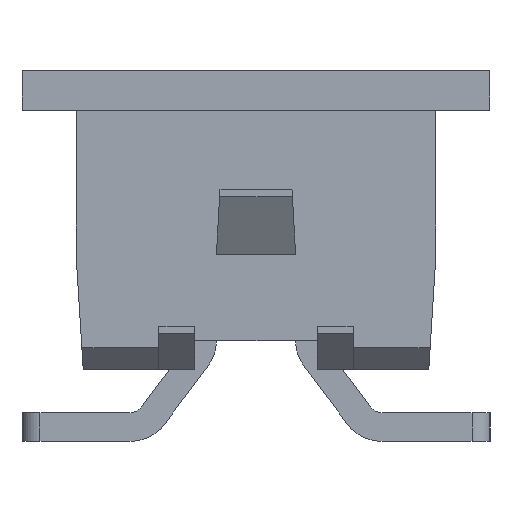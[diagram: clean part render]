
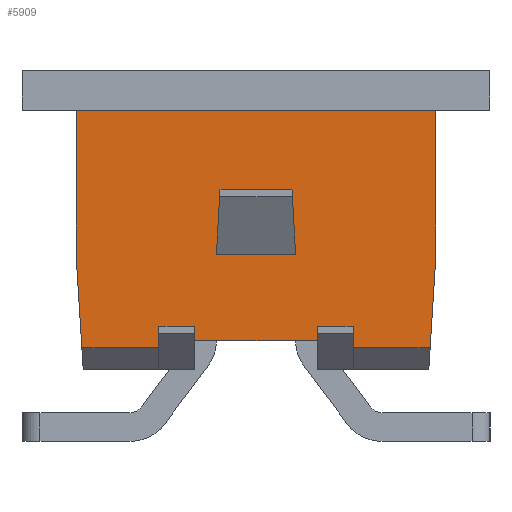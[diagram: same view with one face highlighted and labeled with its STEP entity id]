
A CAD part, left-side view. The second image highlights one B-rep face of the part: STEP entity #5909.
In plain terms, the highlighted planar face has unit normal (-1, 0, 0).
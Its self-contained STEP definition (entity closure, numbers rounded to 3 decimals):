
#423=ORIENTED_EDGE('',*,*,#2083,.T.);
#424=ORIENTED_EDGE('',*,*,#2063,.T.);
#425=ORIENTED_EDGE('',*,*,#2084,.F.);
#426=ORIENTED_EDGE('',*,*,#2071,.F.);
#427=ORIENTED_EDGE('',*,*,#2085,.T.);
#428=ORIENTED_EDGE('',*,*,#2086,.T.);
#429=ORIENTED_EDGE('',*,*,#2087,.F.);
#430=ORIENTED_EDGE('',*,*,#2088,.T.);
#431=ORIENTED_EDGE('',*,*,#2089,.F.);
#432=ORIENTED_EDGE('',*,*,#2090,.F.);
#433=ORIENTED_EDGE('',*,*,#2091,.T.);
#434=ORIENTED_EDGE('',*,*,#2092,.T.);
#435=ORIENTED_EDGE('',*,*,#2093,.F.);
#436=ORIENTED_EDGE('',*,*,#2094,.F.);
#437=ORIENTED_EDGE('',*,*,#2095,.F.);
#438=ORIENTED_EDGE('',*,*,#2096,.T.);
#439=ORIENTED_EDGE('',*,*,#2097,.T.);
#440=ORIENTED_EDGE('',*,*,#2098,.T.);
#2063=EDGE_CURVE('',#2879,#2880,#3475,.T.);
#2071=EDGE_CURVE('',#2885,#2886,#3483,.T.);
#2083=EDGE_CURVE('',#2885,#2879,#3495,.T.);
#2084=EDGE_CURVE('',#2886,#2880,#3496,.T.);
#2085=EDGE_CURVE('',#2895,#2896,#3497,.T.);
#2086=EDGE_CURVE('',#2896,#2897,#3498,.T.);
#2087=EDGE_CURVE('',#2898,#2897,#3499,.T.);
#2088=EDGE_CURVE('',#2898,#2899,#3500,.T.);
#2089=EDGE_CURVE('',#2900,#2899,#3501,.T.);
#2090=EDGE_CURVE('',#2901,#2900,#3502,.T.);
#2091=EDGE_CURVE('',#2901,#2902,#3503,.T.);
#2092=EDGE_CURVE('',#2902,#2903,#3504,.T.);
#2093=EDGE_CURVE('',#2904,#2903,#3505,.T.);
#2094=EDGE_CURVE('',#2905,#2904,#3506,.T.);
#2095=EDGE_CURVE('',#2906,#2905,#3507,.T.);
#2096=EDGE_CURVE('',#2906,#2907,#3508,.T.);
#2097=EDGE_CURVE('',#2907,#2908,#3509,.T.);
#2098=EDGE_CURVE('',#2908,#2895,#3510,.T.);
#2879=VERTEX_POINT('',#8495);
#2880=VERTEX_POINT('',#8496);
#2885=VERTEX_POINT('',#8510);
#2886=VERTEX_POINT('',#8512);
#2895=VERTEX_POINT('',#8539);
#2896=VERTEX_POINT('',#8540);
#2897=VERTEX_POINT('',#8542);
#2898=VERTEX_POINT('',#8544);
#2899=VERTEX_POINT('',#8546);
#2900=VERTEX_POINT('',#8548);
#2901=VERTEX_POINT('',#8550);
#2902=VERTEX_POINT('',#8552);
#2903=VERTEX_POINT('',#8554);
#2904=VERTEX_POINT('',#8556);
#2905=VERTEX_POINT('',#8558);
#2906=VERTEX_POINT('',#8560);
#2907=VERTEX_POINT('',#8562);
#2908=VERTEX_POINT('',#8564);
#3475=LINE('',#8494,#4297);
#3483=LINE('',#8511,#4305);
#3495=LINE('',#8536,#4317);
#3496=LINE('',#8537,#4318);
#3497=LINE('',#8538,#4319);
#3498=LINE('',#8541,#4320);
#3499=LINE('',#8543,#4321);
#3500=LINE('',#8545,#4322);
#3501=LINE('',#8547,#4323);
#3502=LINE('',#8549,#4324);
#3503=LINE('',#8551,#4325);
#3504=LINE('',#8553,#4326);
#3505=LINE('',#8555,#4327);
#3506=LINE('',#8557,#4328);
#3507=LINE('',#8559,#4329);
#3508=LINE('',#8561,#4330);
#3509=LINE('',#8563,#4331);
#3510=LINE('',#8565,#4332);
#4297=VECTOR('',#6866,1000.);
#4305=VECTOR('',#6878,1000.);
#4317=VECTOR('',#6898,1000.);
#4318=VECTOR('',#6899,1000.);
#4319=VECTOR('',#6900,1000.);
#4320=VECTOR('',#6901,1000.);
#4321=VECTOR('',#6902,1000.);
#4322=VECTOR('',#6903,1000.);
#4323=VECTOR('',#6904,1000.);
#4324=VECTOR('',#6905,1000.);
#4325=VECTOR('',#6906,1000.);
#4326=VECTOR('',#6907,1000.);
#4327=VECTOR('',#6908,1000.);
#4328=VECTOR('',#6909,1000.);
#4329=VECTOR('',#6910,1000.);
#4330=VECTOR('',#6911,1000.);
#4331=VECTOR('',#6912,1000.);
#4332=VECTOR('',#6913,1000.);
#4965=EDGE_LOOP('',(#423,#424,#425,#426));
#4966=EDGE_LOOP('',(#427,#428,#429,#430,#431,#432,#433,#434,#435,#436,#437,
#438,#439,#440));
#5297=FACE_BOUND('',#4965,.T.);
#5298=FACE_BOUND('',#4966,.T.);
#5629=PLANE('',#6241);
#5909=ADVANCED_FACE('',(#5297,#5298),#5629,.F.);
#6241=AXIS2_PLACEMENT_3D('',#8535,#6896,#6897);
#6866=DIRECTION('',(0.,1.,0.));
#6878=DIRECTION('',(0.,1.,0.));
#6896=DIRECTION('',(1.,0.,0.));
#6897=DIRECTION('',(0.,0.,-1.));
#6898=DIRECTION('',(0.,-0.055,-0.998));
#6899=DIRECTION('',(0.,0.055,-0.998));
#6900=DIRECTION('',(0.,0.,1.));
#6901=DIRECTION('',(0.,-1.,0.));
#6902=DIRECTION('',(0.,0.,1.));
#6903=DIRECTION('',(0.,-1.,0.));
#6904=DIRECTION('',(0.,0.,-1.));
#6905=DIRECTION('',(0.,1.,0.));
#6906=DIRECTION('',(0.,0.,-1.));
#6907=DIRECTION('',(0.,-1.,0.));
#6908=DIRECTION('',(0.,0.062,-0.998));
#6909=DIRECTION('',(0.,0.,-1.));
#6910=DIRECTION('',(0.,-1.,0.));
#6911=DIRECTION('',(0.,0.,-1.));
#6912=DIRECTION('',(0.,-0.062,-0.998));
#6913=DIRECTION('',(0.,-1.,0.));
#8494=CARTESIAN_POINT('',(-12.445,-0.55,1.6));
#8495=CARTESIAN_POINT('',(-12.445,-0.55,1.6));
#8496=CARTESIAN_POINT('',(-12.445,0.55,1.6));
#8510=CARTESIAN_POINT('',(-12.445,-0.5,2.5));
#8511=CARTESIAN_POINT('',(-12.445,-0.55,2.5));
#8512=CARTESIAN_POINT('',(-12.445,0.5,2.5));
#8535=CARTESIAN_POINT('',(-12.445,2.5,3.6));
#8536=CARTESIAN_POINT('',(-12.445,-0.5,2.5));
#8537=CARTESIAN_POINT('',(-12.445,0.5,2.5));
#8538=CARTESIAN_POINT('',(-12.445,1.35,0.3));
#8539=CARTESIAN_POINT('',(-12.445,1.35,0.3));
#8540=CARTESIAN_POINT('',(-12.445,1.35,0.6));
#8541=CARTESIAN_POINT('',(-12.445,1.35,0.6));
#8542=CARTESIAN_POINT('',(-12.445,0.85,0.6));
#8543=CARTESIAN_POINT('',(-12.445,0.85,0.3));
#8544=CARTESIAN_POINT('',(-12.445,0.85,0.4));
#8545=CARTESIAN_POINT('',(-12.445,2.5,0.4));
#8546=CARTESIAN_POINT('',(-12.445,-0.85,0.4));
#8547=CARTESIAN_POINT('',(-12.445,-0.85,0.6));
#8548=CARTESIAN_POINT('',(-12.445,-0.85,0.6));
#8549=CARTESIAN_POINT('',(-12.445,-1.35,0.6));
#8550=CARTESIAN_POINT('',(-12.445,-1.35,0.6));
#8551=CARTESIAN_POINT('',(-12.445,-1.35,0.6));
#8552=CARTESIAN_POINT('',(-12.445,-1.35,0.3));
#8553=CARTESIAN_POINT('',(-12.445,2.5,0.3));
#8554=CARTESIAN_POINT('',(-12.445,-2.419,0.3));
#8555=CARTESIAN_POINT('',(-12.445,-2.605,3.281));
#8556=CARTESIAN_POINT('',(-12.445,-2.5,1.6));
#8557=CARTESIAN_POINT('',(-12.445,-2.5,3.6));
#8558=CARTESIAN_POINT('',(-12.445,-2.5,3.6));
#8559=CARTESIAN_POINT('',(-12.445,2.5,3.6));
#8560=CARTESIAN_POINT('',(-12.445,2.5,3.6));
#8561=CARTESIAN_POINT('',(-12.445,2.5,3.6));
#8562=CARTESIAN_POINT('',(-12.445,2.5,1.6));
#8563=CARTESIAN_POINT('',(-12.445,2.625,3.592));
#8564=CARTESIAN_POINT('',(-12.445,2.419,0.3));
#8565=CARTESIAN_POINT('',(-12.445,2.5,0.3));
